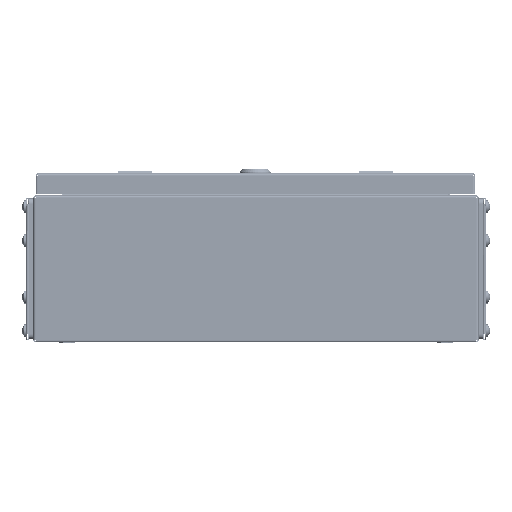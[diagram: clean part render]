
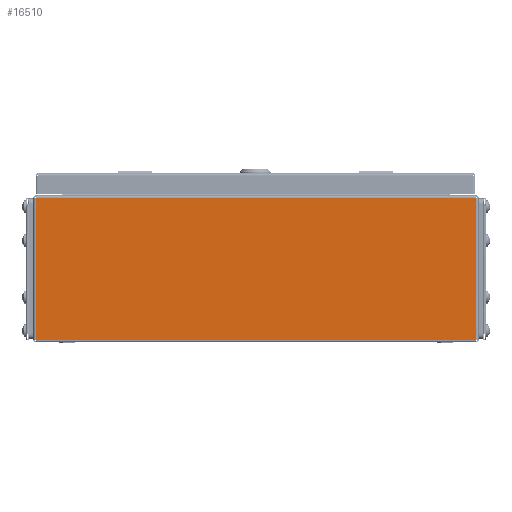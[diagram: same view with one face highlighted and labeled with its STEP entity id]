
A CAD part, left-side view. The second image highlights one B-rep face of the part: STEP entity #16510.
In plain terms, the highlighted planar face has unit normal (-1, 0, 0).
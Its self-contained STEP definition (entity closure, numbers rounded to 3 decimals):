
#836 = DIRECTION ( 'NONE',  ( 1., 0., 0. ) ) ;
#2516 = DIRECTION ( 'NONE',  ( 0., 0., 1. ) ) ;
#5207 = CARTESIAN_POINT ( 'NONE',  ( -150., 195.5, 0. ) ) ;
#8175 = CARTESIAN_POINT ( 'NONE',  ( -150., 195.5, 1. ) ) ;
#10435 = VERTEX_POINT ( 'NONE', #82826 ) ;
#16510 = ADVANCED_FACE ( 'NONE', ( #20208 ), #21040, .F. ) ;
#16632 = EDGE_CURVE ( 'NONE', #10435, #25017, #69207, .T. ) ;
#18799 = VECTOR ( 'NONE', #57654, 1000. ) ;
#19369 = VECTOR ( 'NONE', #2516, 1000. ) ;
#20208 = FACE_OUTER_BOUND ( 'NONE', #42285, .T. ) ;
#21040 = PLANE ( 'NONE',  #41317 ) ;
#25017 = VERTEX_POINT ( 'NONE', #53956 ) ;
#40008 = ORIENTED_EDGE ( 'NONE', *, *, #61025, .F. ) ;
#40488 = CARTESIAN_POINT ( 'NONE',  ( -150., 195.5, 1. ) ) ;
#41317 = AXIS2_PLACEMENT_3D ( 'NONE', #59740, #836, #67489 ) ;
#42285 = EDGE_LOOP ( 'NONE', ( #47041, #56455, #40008, #83623 ) ) ;
#47041 = ORIENTED_EDGE ( 'NONE', *, *, #85083, .T. ) ;
#47999 = VERTEX_POINT ( 'NONE', #78013 ) ;
#53956 = CARTESIAN_POINT ( 'NONE',  ( -150., -195.5, 127.5 ) ) ;
#56455 = ORIENTED_EDGE ( 'NONE', *, *, #82372, .T. ) ;
#57654 = DIRECTION ( 'NONE',  ( 0., 0., -1. ) ) ;
#59740 = CARTESIAN_POINT ( 'NONE',  ( -150., 0., 0. ) ) ;
#60264 = VECTOR ( 'NONE', #80933, 1000. ) ;
#61025 = EDGE_CURVE ( 'NONE', #10435, #79620, #81369, .T. ) ;
#61438 = CARTESIAN_POINT ( 'NONE',  ( -150., -195.5, 0. ) ) ;
#63708 = LINE ( 'NONE', #5207, #18799 ) ;
#65683 = CARTESIAN_POINT ( 'NONE',  ( -150., -195.5, 127.5 ) ) ;
#67489 = DIRECTION ( 'NONE',  ( 0., 0., -1. ) ) ;
#69207 = LINE ( 'NONE', #61438, #19369 ) ;
#72182 = LINE ( 'NONE', #65683, #75353 ) ;
#75353 = VECTOR ( 'NONE', #83819, 1000. ) ;
#78013 = CARTESIAN_POINT ( 'NONE',  ( -150., 195.5, 127.5 ) ) ;
#79620 = VERTEX_POINT ( 'NONE', #8175 ) ;
#80933 = DIRECTION ( 'NONE',  ( 0., 1., 0. ) ) ;
#81369 = LINE ( 'NONE', #40488, #60264 ) ;
#82372 = EDGE_CURVE ( 'NONE', #47999, #79620, #63708, .T. ) ;
#82826 = CARTESIAN_POINT ( 'NONE',  ( -150., -195.5, 1. ) ) ;
#83623 = ORIENTED_EDGE ( 'NONE', *, *, #16632, .T. ) ;
#83819 = DIRECTION ( 'NONE',  ( 0., 1., 0. ) ) ;
#85083 = EDGE_CURVE ( 'NONE', #25017, #47999, #72182, .T. ) ;
